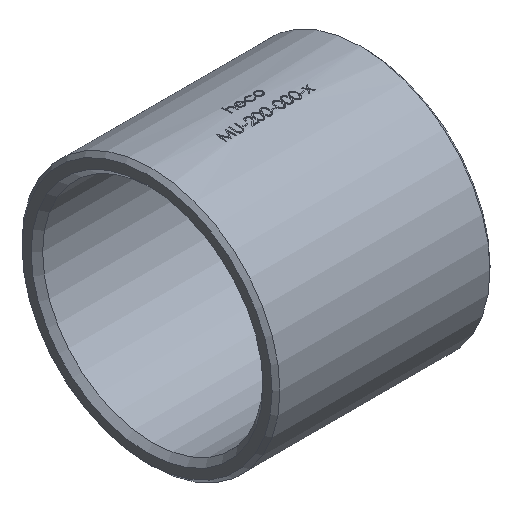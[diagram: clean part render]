
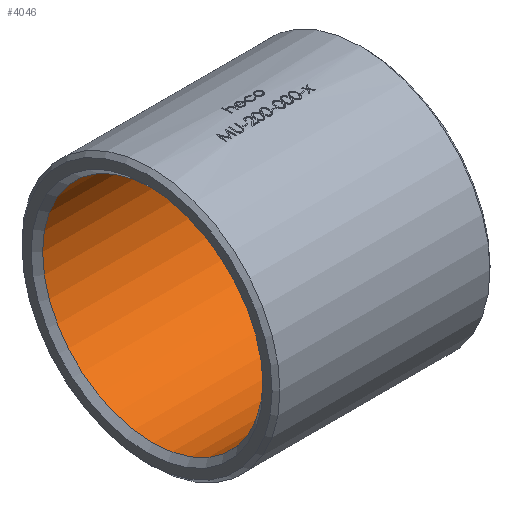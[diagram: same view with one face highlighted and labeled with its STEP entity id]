
A CAD part, isometric view. The second image highlights one B-rep face of the part: STEP entity #4046.
In plain terms, the highlighted cylindrical face has radius 28.33 mm (diameter 56.66 mm), a full revolution.
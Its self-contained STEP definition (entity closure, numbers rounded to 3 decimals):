
#342 = CIRCLE ( 'NONE', #9206, 28.33 ) ;
#400 = EDGE_LOOP ( 'NONE', ( #10666 ) ) ;
#588 = EDGE_CURVE ( 'NONE', #5184, #5184, #9909, .T. ) ;
#1145 = DIRECTION ( 'NONE',  ( 0., 0., 1. ) ) ;
#1524 = EDGE_LOOP ( 'NONE', ( #3512 ) ) ;
#1670 = CARTESIAN_POINT ( 'NONE',  ( 1.48, 0., 0. ) ) ;
#2640 = DIRECTION ( 'NONE',  ( 0., 0., -1. ) ) ;
#2978 = AXIS2_PLACEMENT_3D ( 'NONE', #8241, #10076, #1145 ) ;
#3488 = VERTEX_POINT ( 'NONE', #6072 ) ;
#3512 = ORIENTED_EDGE ( 'NONE', *, *, #588, .T. ) ;
#3554 = CARTESIAN_POINT ( 'NONE',  ( 54.52, 0., 0. ) ) ;
#3606 = DIRECTION ( 'NONE',  ( 1., 0., 0. ) ) ;
#3996 = AXIS2_PLACEMENT_3D ( 'NONE', #3554, #3606, #2640 ) ;
#4046 = ADVANCED_FACE ( 'NONE', ( #9127, #4717 ), #5525, .F. ) ;
#4433 = DIRECTION ( 'NONE',  ( 0., 0., -1. ) ) ;
#4717 = FACE_OUTER_BOUND ( 'NONE', #400, .T. ) ;
#5184 = VERTEX_POINT ( 'NONE', #10644 ) ;
#5200 = DIRECTION ( 'NONE',  ( -1., 0., 0. ) ) ;
#5525 = CYLINDRICAL_SURFACE ( 'NONE', #2978, 28.33 ) ;
#6072 = CARTESIAN_POINT ( 'NONE',  ( 1.48, 0., -28.33 ) ) ;
#8241 = CARTESIAN_POINT ( 'NONE',  ( 56.001, 0., 0. ) ) ;
#9127 = FACE_OUTER_BOUND ( 'NONE', #1524, .T. ) ;
#9133 = EDGE_CURVE ( 'NONE', #3488, #3488, #342, .T. ) ;
#9206 = AXIS2_PLACEMENT_3D ( 'NONE', #1670, #5200, #4433 ) ;
#9909 = CIRCLE ( 'NONE', #3996, 28.33 ) ;
#10076 = DIRECTION ( 'NONE',  ( -1., 0., 0. ) ) ;
#10644 = CARTESIAN_POINT ( 'NONE',  ( 54.52, 0., -28.33 ) ) ;
#10666 = ORIENTED_EDGE ( 'NONE', *, *, #9133, .T. ) ;
